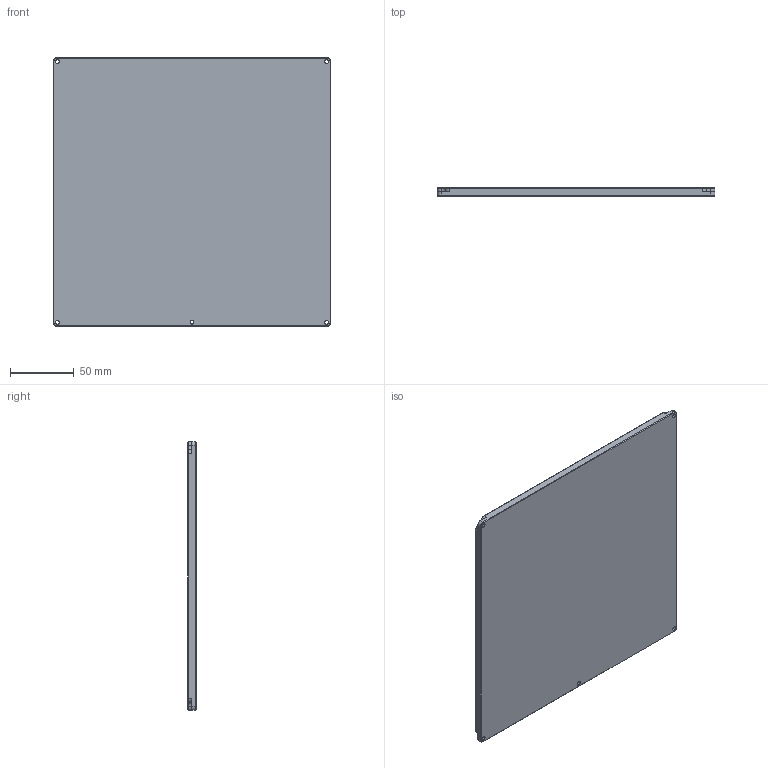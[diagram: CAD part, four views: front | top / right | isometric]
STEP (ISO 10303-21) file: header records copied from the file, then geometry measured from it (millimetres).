
FILE_DESCRIPTION(/* description */ (''),/* implementation_level */ '2;1');
FILE_NAME(/* name */ 'SK-Cube 218x211x6.step',/* time_stamp */ '2022-05-11T07:34:46+08:00',/* author */ (''),/* organization */ (''),/* preprocessor_version */ 'ST-DEVELOPER v18.1',/* originating_system */ 'Autodesk Translation Framework v10.14.0.1471',/* authorisation */ '');
FILE_SCHEMA (('AUTOMOTIVE_DESIGN { 1 0 10303 214 3 1 1 }'));
Length unit declared in the file: millimetre
Products named in the file (1): bed
Bounding box: 218 x 6.35 x 211.25 mm (x, y, z)
Volume: 291419.4 mm3; surface area: 97088.3 mm2
Topology: 1 solids, 1 shells, 87 faces, 215 edges, 130 vertices
Faces by surface type: plane 42, cylinder 25, cone 20
Full cylindrical faces by diameter (mm): 3 x5
Entity records: 2592 total; most frequent: DIRECTION 461, CARTESIAN_POINT 433, ORIENTED_EDGE 430, EDGE_CURVE 215, AXIS2_PLACEMENT_3D 158, LINE 145, VECTOR 145, VERTEX_POINT 130
